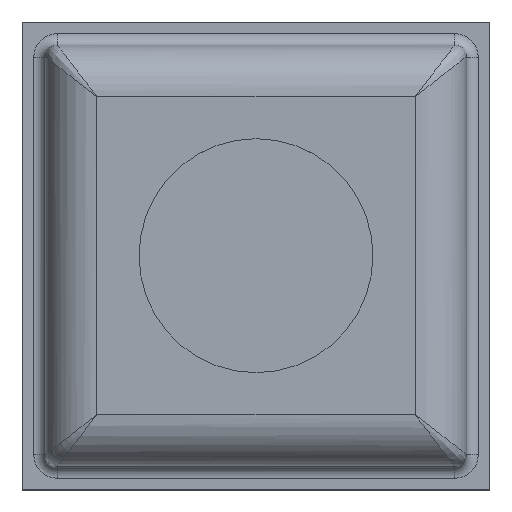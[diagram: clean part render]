
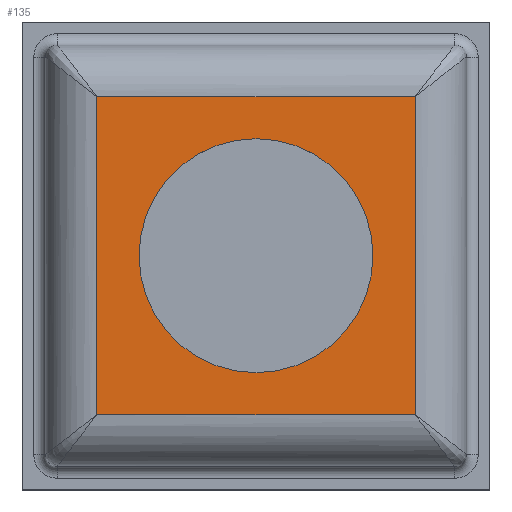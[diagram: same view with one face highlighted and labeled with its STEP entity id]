
A CAD part, top view. The second image highlights one B-rep face of the part: STEP entity #135.
In plain terms, the highlighted planar face has unit normal (0, 0, 1).
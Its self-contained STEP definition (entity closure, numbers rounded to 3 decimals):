
#81 = CARTESIAN_POINT ( 'NONE',  ( 0., 0.68, 0.93 ) ) ;
#107 = DIRECTION ( 'NONE',  ( 0., -1., 0. ) ) ;
#134 = ORIENTED_EDGE ( 'NONE', *, *, #1678, .T. ) ;
#135 = ADVANCED_FACE ( 'NONE', ( #465, #3041 ), #2049, .F. ) ;
#180 = LINE ( 'NONE', #81, #3254 ) ;
#465 = FACE_BOUND ( 'NONE', #2444, .T. ) ;
#620 = VECTOR ( 'NONE', #2315, 1000. ) ;
#625 = CARTESIAN_POINT ( 'NONE',  ( 0.5, 0., 0.93 ) ) ;
#889 = VERTEX_POINT ( 'NONE', #3616 ) ;
#932 = VECTOR ( 'NONE', #107, 1000. ) ;
#943 = VERTEX_POINT ( 'NONE', #3459 ) ;
#973 = EDGE_LOOP ( 'NONE', ( #134, #1624, #2980, #1997 ) ) ;
#1096 = CARTESIAN_POINT ( 'NONE',  ( 0., -0.68, 0.93 ) ) ;
#1160 = LINE ( 'NONE', #1096, #620 ) ;
#1289 = DIRECTION ( 'NONE',  ( 0., 0., 1. ) ) ;
#1314 = CARTESIAN_POINT ( 'NONE',  ( 0., 0., 0.93 ) ) ;
#1365 = CARTESIAN_POINT ( 'NONE',  ( 0.68, 0., 0.93 ) ) ;
#1495 = VERTEX_POINT ( 'NONE', #1726 ) ;
#1539 = DIRECTION ( 'NONE',  ( 1., 0., 0. ) ) ;
#1548 = EDGE_CURVE ( 'NONE', #3589, #1917, #2556, .T. ) ;
#1611 = VERTEX_POINT ( 'NONE', #625 ) ;
#1624 = ORIENTED_EDGE ( 'NONE', *, *, #1788, .T. ) ;
#1678 = EDGE_CURVE ( 'NONE', #889, #943, #1888, .T. ) ;
#1679 = CARTESIAN_POINT ( 'NONE',  ( 0., 0., 0.93 ) ) ;
#1726 = CARTESIAN_POINT ( 'NONE',  ( -0.5, 0., 0.93 ) ) ;
#1731 = ORIENTED_EDGE ( 'NONE', *, *, #1806, .F. ) ;
#1788 = EDGE_CURVE ( 'NONE', #943, #3589, #1160, .T. ) ;
#1806 = EDGE_CURVE ( 'NONE', #1611, #1495, #3289, .T. ) ;
#1870 = VECTOR ( 'NONE', #2372, 1000. ) ;
#1888 = LINE ( 'NONE', #2461, #932 ) ;
#1892 = EDGE_CURVE ( 'NONE', #1917, #889, #180, .T. ) ;
#1917 = VERTEX_POINT ( 'NONE', #2746 ) ;
#1919 = DIRECTION ( 'NONE',  ( -1., 0., 0. ) ) ;
#1997 = ORIENTED_EDGE ( 'NONE', *, *, #1892, .T. ) ;
#2009 = DIRECTION ( 'NONE',  ( 1., 0., 0. ) ) ;
#2049 = PLANE ( 'NONE',  #3735 ) ;
#2220 = AXIS2_PLACEMENT_3D ( 'NONE', #1314, #1289, #1539 ) ;
#2315 = DIRECTION ( 'NONE',  ( 1., 0., 0. ) ) ;
#2321 = CARTESIAN_POINT ( 'NONE',  ( 0., 0., 0.93 ) ) ;
#2372 = DIRECTION ( 'NONE',  ( 0., 1., 0. ) ) ;
#2444 = EDGE_LOOP ( 'NONE', ( #1731, #3134 ) ) ;
#2461 = CARTESIAN_POINT ( 'NONE',  ( -0.68, 0., 0.93 ) ) ;
#2556 = LINE ( 'NONE', #1365, #1870 ) ;
#2738 = CARTESIAN_POINT ( 'NONE',  ( 0.68, -0.68, 0.93 ) ) ;
#2746 = CARTESIAN_POINT ( 'NONE',  ( 0.68, 0.68, 0.93 ) ) ;
#2980 = ORIENTED_EDGE ( 'NONE', *, *, #1548, .T. ) ;
#3029 = EDGE_CURVE ( 'NONE', #1495, #1611, #3673, .T. ) ;
#3041 = FACE_OUTER_BOUND ( 'NONE', #973, .T. ) ;
#3104 = DIRECTION ( 'NONE',  ( 0., 0., -1. ) ) ;
#3134 = ORIENTED_EDGE ( 'NONE', *, *, #3029, .F. ) ;
#3254 = VECTOR ( 'NONE', #1919, 1000. ) ;
#3289 = CIRCLE ( 'NONE', #3811, 0.5 ) ;
#3459 = CARTESIAN_POINT ( 'NONE',  ( -0.68, -0.68, 0.93 ) ) ;
#3508 = DIRECTION ( 'NONE',  ( -1., 0., 0. ) ) ;
#3589 = VERTEX_POINT ( 'NONE', #2738 ) ;
#3595 = DIRECTION ( 'NONE',  ( 0., 0., 1. ) ) ;
#3616 = CARTESIAN_POINT ( 'NONE',  ( -0.68, 0.68, 0.93 ) ) ;
#3673 = CIRCLE ( 'NONE', #2220, 0.5 ) ;
#3735 = AXIS2_PLACEMENT_3D ( 'NONE', #2321, #3104, #3508 ) ;
#3811 = AXIS2_PLACEMENT_3D ( 'NONE', #1679, #3595, #2009 ) ;
